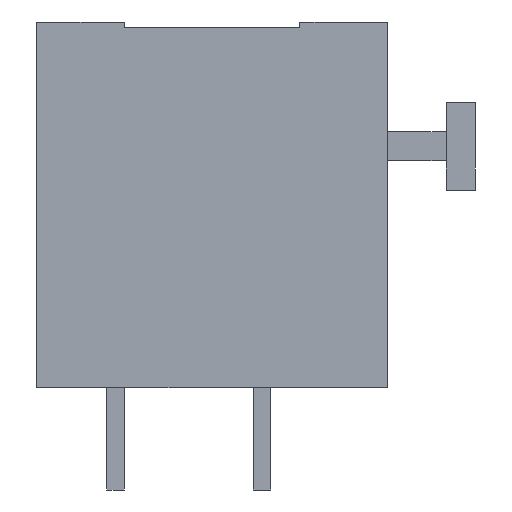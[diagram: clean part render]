
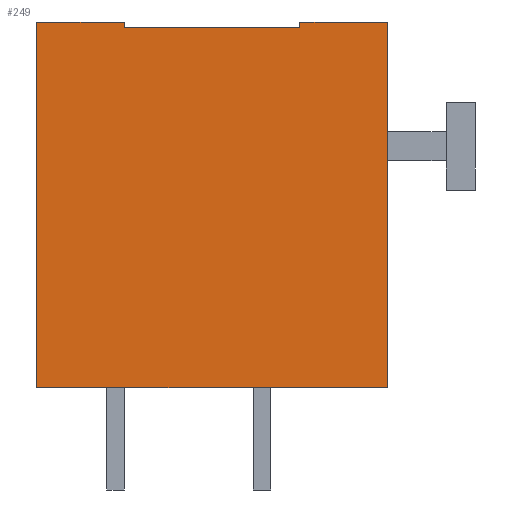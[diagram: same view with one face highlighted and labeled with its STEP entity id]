
A CAD part, front view. The second image highlights one B-rep face of the part: STEP entity #249.
In plain terms, the highlighted planar face has unit normal (0, -1, 0).
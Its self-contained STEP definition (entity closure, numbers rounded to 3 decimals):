
#249=ADVANCED_FACE('',(#442),#443,.F.);
#442=FACE_OUTER_BOUND('',#600,.T.);
#443=PLANE('',#601);
#600=EDGE_LOOP('',(#982,#983,#984,#985,#986,#987,#988,#989));
#601=AXIS2_PLACEMENT_3D('',#990,#991,#992);
#982=ORIENTED_EDGE('',*,*,#1166,.F.);
#983=ORIENTED_EDGE('',*,*,#1158,.F.);
#984=ORIENTED_EDGE('',*,*,#1142,.T.);
#985=ORIENTED_EDGE('',*,*,#1164,.T.);
#986=ORIENTED_EDGE('',*,*,#1149,.F.);
#987=ORIENTED_EDGE('',*,*,#1162,.F.);
#988=ORIENTED_EDGE('',*,*,#1167,.F.);
#989=ORIENTED_EDGE('',*,*,#1168,.T.);
#990=CARTESIAN_POINT('',(-25.0,-2.5,20.139));
#991=DIRECTION('',(0.0,1.0,0.0));
#992=DIRECTION('',(0.0,0.0,1.0));
#1142=EDGE_CURVE('',#1358,#1356,#1359,.T.);
#1149=EDGE_CURVE('',#1369,#1364,#1371,.T.);
#1158=EDGE_CURVE('',#1358,#1384,#1385,.T.);
#1162=EDGE_CURVE('',#1388,#1369,#1390,.T.);
#1164=EDGE_CURVE('',#1356,#1364,#1392,.T.);
#1166=EDGE_CURVE('',#1384,#1394,#1395,.T.);
#1167=EDGE_CURVE('',#1396,#1388,#1397,.T.);
#1168=EDGE_CURVE('',#1396,#1394,#1398,.T.);
#1356=VERTEX_POINT('',#1670);
#1358=VERTEX_POINT('',#1673);
#1359=LINE('',#1674,#1675);
#1364=VERTEX_POINT('',#1682);
#1369=VERTEX_POINT('',#1689);
#1371=LINE('',#1692,#1693);
#1384=VERTEX_POINT('',#1712);
#1385=LINE('',#1713,#1714);
#1388=VERTEX_POINT('',#1718);
#1390=LINE('',#1721,#1722);
#1392=LINE('',#1724,#1725);
#1394=VERTEX_POINT('',#1727);
#1395=LINE('',#1728,#1729);
#1396=VERTEX_POINT('',#1730);
#1397=LINE('',#1731,#1732);
#1398=LINE('',#1733,#1734);
#1670=CARTESIAN_POINT('',(-25.0,-2.5,7.639));
#1673=CARTESIAN_POINT('',(-25.0,-2.5,20.139));
#1674=CARTESIAN_POINT('',(-25.0,-2.5,20.139));
#1675=VECTOR('',#1833,1.0);
#1682=CARTESIAN_POINT('',(-13.0,-2.5,7.639));
#1689=CARTESIAN_POINT('',(-13.0,-2.5,20.139));
#1692=CARTESIAN_POINT('',(-13.0,-2.5,20.139));
#1693=VECTOR('',#1839,1.0);
#1712=CARTESIAN_POINT('',(-22.0,-2.5,20.139));
#1713=CARTESIAN_POINT('',(-25.0,-2.5,20.139));
#1714=VECTOR('',#1846,1.0);
#1718=CARTESIAN_POINT('',(-16.0,-2.5,20.139));
#1721=CARTESIAN_POINT('',(-25.0,-2.5,20.139));
#1722=VECTOR('',#1849,1.0);
#1724=CARTESIAN_POINT('',(-25.0,-2.5,7.639));
#1725=VECTOR('',#1850,1.0);
#1727=CARTESIAN_POINT('',(-22.0,-2.5,19.939));
#1728=CARTESIAN_POINT('',(-22.0,-2.5,20.139));
#1729=VECTOR('',#1851,1.0);
#1730=CARTESIAN_POINT('',(-16.0,-2.5,19.939));
#1731=CARTESIAN_POINT('',(-16.0,-2.5,20.139));
#1732=VECTOR('',#1852,1.0);
#1733=CARTESIAN_POINT('',(-25.0,-2.5,19.939));
#1734=VECTOR('',#1853,1.0);
#1833=DIRECTION('',(0.0,0.0,-1.0));
#1839=DIRECTION('',(0.0,0.0,-1.0));
#1846=DIRECTION('',(1.0,0.0,0.0));
#1849=DIRECTION('',(1.0,0.0,0.0));
#1850=DIRECTION('',(1.0,0.0,0.0));
#1851=DIRECTION('',(0.0,0.0,-1.0));
#1852=DIRECTION('',(0.0,0.0,1.0));
#1853=DIRECTION('',(-1.0,0.0,0.0));
